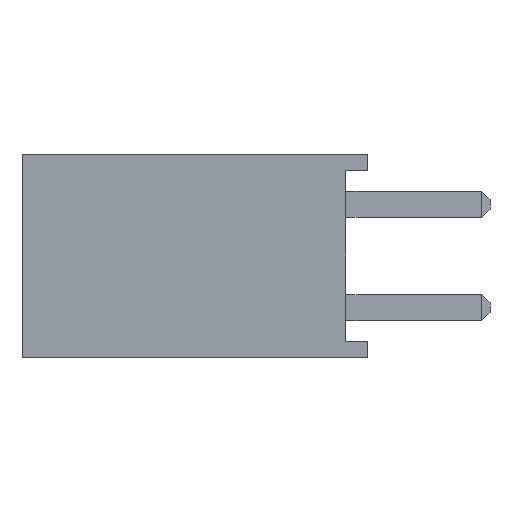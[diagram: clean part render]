
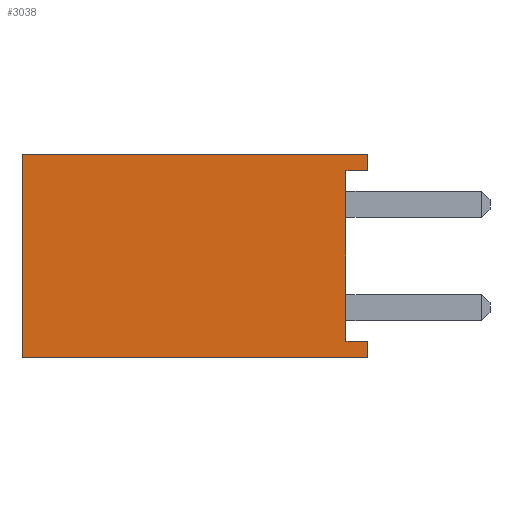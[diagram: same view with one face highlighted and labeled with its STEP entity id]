
A CAD part, left-side view. The second image highlights one B-rep face of the part: STEP entity #3038.
In plain terms, the highlighted planar face has unit normal (-1, 0, 0).
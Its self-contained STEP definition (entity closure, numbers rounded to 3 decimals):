
#172 = CARTESIAN_POINT ( 'NONE',  ( -1.27, 0., -2.5 ) ) ;
#977 = EDGE_CURVE ( 'NONE', #2444, #6785, #12836, .T. ) ;
#1491 = CARTESIAN_POINT ( 'NONE',  ( -1.27, 0.54, 2.1 ) ) ;
#1764 = CARTESIAN_POINT ( 'NONE',  ( -1.27, 0., -2.1 ) ) ;
#1998 = CARTESIAN_POINT ( 'NONE',  ( -1.27, 8.5, -2.5 ) ) ;
#2049 = VECTOR ( 'NONE', #2410, 1000. ) ;
#2071 = LINE ( 'NONE', #1764, #2886 ) ;
#2120 = CARTESIAN_POINT ( 'NONE',  ( -1.27, 8.5, 2.5 ) ) ;
#2132 = ORIENTED_EDGE ( 'NONE', *, *, #3491, .F. ) ;
#2410 = DIRECTION ( 'NONE',  ( 0., 1., 0. ) ) ;
#2444 = VERTEX_POINT ( 'NONE', #8977 ) ;
#2886 = VECTOR ( 'NONE', #3915, 1000. ) ;
#2892 = ORIENTED_EDGE ( 'NONE', *, *, #3024, .T. ) ;
#3024 = EDGE_CURVE ( 'NONE', #3520, #5547, #7065, .T. ) ;
#3038 = ADVANCED_FACE ( 'NONE', ( #11221 ), #13201, .F. ) ;
#3491 = EDGE_CURVE ( 'NONE', #7512, #4965, #2071, .T. ) ;
#3520 = VERTEX_POINT ( 'NONE', #3781 ) ;
#3541 = VECTOR ( 'NONE', #5687, 1000. ) ;
#3645 = DIRECTION ( 'NONE',  ( 0., 0., 1. ) ) ;
#3694 = CARTESIAN_POINT ( 'NONE',  ( -1.27, 0., 2.5 ) ) ;
#3714 = DIRECTION ( 'NONE',  ( 0., 0., 1. ) ) ;
#3752 = DIRECTION ( 'NONE',  ( 1., 0., 0. ) ) ;
#3781 = CARTESIAN_POINT ( 'NONE',  ( -1.27, 0., 2.1 ) ) ;
#3915 = DIRECTION ( 'NONE',  ( 0., -1., 0. ) ) ;
#3993 = EDGE_CURVE ( 'NONE', #2444, #13026, #12954, .T. ) ;
#3995 = ORIENTED_EDGE ( 'NONE', *, *, #13267, .T. ) ;
#4672 = DIRECTION ( 'NONE',  ( 0., 0., 1. ) ) ;
#4965 = VERTEX_POINT ( 'NONE', #13604 ) ;
#5547 = VERTEX_POINT ( 'NONE', #13456 ) ;
#5683 = EDGE_CURVE ( 'NONE', #3520, #12488, #6964, .T. ) ;
#5687 = DIRECTION ( 'NONE',  ( 0., 0., -1. ) ) ;
#6147 = ORIENTED_EDGE ( 'NONE', *, *, #8167, .F. ) ;
#6164 = CARTESIAN_POINT ( 'NONE',  ( -1.27, 8.5, 2.5 ) ) ;
#6317 = LINE ( 'NONE', #9986, #3541 ) ;
#6413 = LINE ( 'NONE', #6164, #8075 ) ;
#6430 = AXIS2_PLACEMENT_3D ( 'NONE', #7984, #3752, #9328 ) ;
#6753 = CARTESIAN_POINT ( 'NONE',  ( -1.27, 8.5, 2.5 ) ) ;
#6785 = VERTEX_POINT ( 'NONE', #2120 ) ;
#6964 = LINE ( 'NONE', #9792, #2049 ) ;
#7065 = LINE ( 'NONE', #8316, #9398 ) ;
#7120 = DIRECTION ( 'NONE',  ( 0., -1., 0. ) ) ;
#7202 = VECTOR ( 'NONE', #11469, 1000. ) ;
#7512 = VERTEX_POINT ( 'NONE', #8709 ) ;
#7984 = CARTESIAN_POINT ( 'NONE',  ( -1.27, 8.5, 2.5 ) ) ;
#8075 = VECTOR ( 'NONE', #7120, 1000. ) ;
#8091 = VECTOR ( 'NONE', #4672, 1000. ) ;
#8167 = EDGE_CURVE ( 'NONE', #12488, #7512, #6317, .T. ) ;
#8316 = CARTESIAN_POINT ( 'NONE',  ( -1.27, 0., 2.5 ) ) ;
#8486 = EDGE_LOOP ( 'NONE', ( #6147, #12187, #2892, #11118, #12881, #9923, #3995, #2132 ) ) ;
#8709 = CARTESIAN_POINT ( 'NONE',  ( -1.27, 0.54, -2.1 ) ) ;
#8977 = CARTESIAN_POINT ( 'NONE',  ( -1.27, 8.5, -2.5 ) ) ;
#9328 = DIRECTION ( 'NONE',  ( 0., 0., -1. ) ) ;
#9398 = VECTOR ( 'NONE', #3714, 1000. ) ;
#9792 = CARTESIAN_POINT ( 'NONE',  ( -1.27, 0., 2.1 ) ) ;
#9923 = ORIENTED_EDGE ( 'NONE', *, *, #3993, .T. ) ;
#9986 = CARTESIAN_POINT ( 'NONE',  ( -1.27, 0.54, 2.1 ) ) ;
#10439 = EDGE_CURVE ( 'NONE', #6785, #5547, #6413, .T. ) ;
#10526 = VECTOR ( 'NONE', #3645, 1000. ) ;
#11118 = ORIENTED_EDGE ( 'NONE', *, *, #10439, .F. ) ;
#11221 = FACE_OUTER_BOUND ( 'NONE', #8486, .T. ) ;
#11469 = DIRECTION ( 'NONE',  ( 0., -1., 0. ) ) ;
#11508 = LINE ( 'NONE', #3694, #10526 ) ;
#12187 = ORIENTED_EDGE ( 'NONE', *, *, #5683, .F. ) ;
#12488 = VERTEX_POINT ( 'NONE', #1491 ) ;
#12836 = LINE ( 'NONE', #6753, #8091 ) ;
#12881 = ORIENTED_EDGE ( 'NONE', *, *, #977, .F. ) ;
#12954 = LINE ( 'NONE', #1998, #7202 ) ;
#13026 = VERTEX_POINT ( 'NONE', #172 ) ;
#13201 = PLANE ( 'NONE',  #6430 ) ;
#13267 = EDGE_CURVE ( 'NONE', #13026, #4965, #11508, .T. ) ;
#13456 = CARTESIAN_POINT ( 'NONE',  ( -1.27, 0., 2.5 ) ) ;
#13604 = CARTESIAN_POINT ( 'NONE',  ( -1.27, 0., -2.1 ) ) ;
